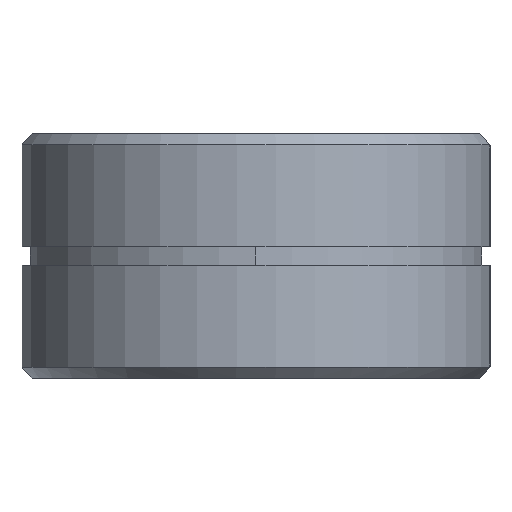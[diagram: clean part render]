
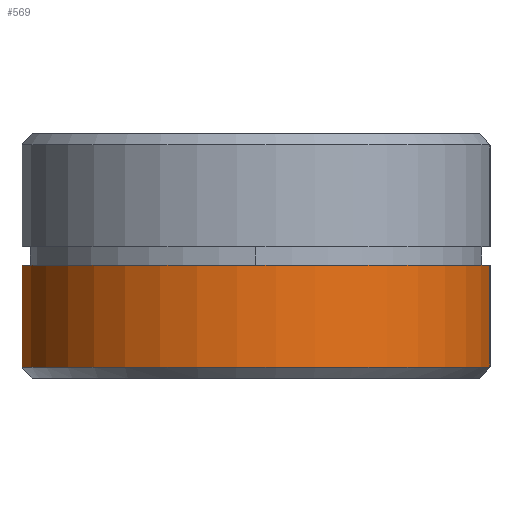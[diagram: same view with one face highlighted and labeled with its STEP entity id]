
A CAD part, front view. The second image highlights one B-rep face of the part: STEP entity #569.
In plain terms, the highlighted cylindrical face has radius 20.85 mm (diameter 41.7 mm), a partial arc.
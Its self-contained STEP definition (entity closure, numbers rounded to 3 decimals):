
#12 = DIRECTION ( 'NONE',  ( 0., 0., 1. ) ) ;
#99 = ORIENTED_EDGE ( 'NONE', *, *, #685, .T. ) ;
#187 = LINE ( 'NONE', #441, #241 ) ;
#226 = ORIENTED_EDGE ( 'NONE', *, *, #2772, .F. ) ;
#241 = VECTOR ( 'NONE', #3491, 1000. ) ;
#344 = AXIS2_PLACEMENT_3D ( 'NONE', #1426, #12, #2829 ) ;
#441 = CARTESIAN_POINT ( 'NONE',  ( -20.648, 2.894, 21.6 ) ) ;
#520 = CARTESIAN_POINT ( 'NONE',  ( 20.634, 2.994, 1. ) ) ;
#569 = ADVANCED_FACE ( 'NONE', ( #580 ), #1392, .T. ) ;
#580 = FACE_OUTER_BOUND ( 'NONE', #2428, .T. ) ;
#597 = CARTESIAN_POINT ( 'NONE',  ( 0., 0., 21.6 ) ) ;
#614 = EDGE_CURVE ( 'NONE', #2510, #2422, #3445, .T. ) ;
#643 = DIRECTION ( 'NONE',  ( 0., 0., -1. ) ) ;
#655 = CARTESIAN_POINT ( 'NONE',  ( 20.634, 2.994, 10. ) ) ;
#685 = EDGE_CURVE ( 'NONE', #2422, #761, #1515, .T. ) ;
#761 = VERTEX_POINT ( 'NONE', #762 ) ;
#762 = CARTESIAN_POINT ( 'NONE',  ( -20.648, 2.894, 1. ) ) ;
#820 = VECTOR ( 'NONE', #643, 1000. ) ;
#1000 = AXIS2_PLACEMENT_3D ( 'NONE', #597, #3095, #1692 ) ;
#1017 = CARTESIAN_POINT ( 'NONE',  ( -20.648, 2.894, 10. ) ) ;
#1212 = DIRECTION ( 'NONE',  ( 0., 0., 1. ) ) ;
#1253 = CARTESIAN_POINT ( 'NONE',  ( 0., 0., 1. ) ) ;
#1392 = CYLINDRICAL_SURFACE ( 'NONE', #1000, 20.85 ) ;
#1426 = CARTESIAN_POINT ( 'NONE',  ( 0., 0., 10. ) ) ;
#1515 = CIRCLE ( 'NONE', #1801, 20.85 ) ;
#1522 = ORIENTED_EDGE ( 'NONE', *, *, #614, .T. ) ;
#1692 = DIRECTION ( 'NONE',  ( -1., 0., 0. ) ) ;
#1801 = AXIS2_PLACEMENT_3D ( 'NONE', #1253, #1212, #2035 ) ;
#1882 = EDGE_CURVE ( 'NONE', #761, #3589, #187, .T. ) ;
#1906 = CIRCLE ( 'NONE', #344, 20.85 ) ;
#2035 = DIRECTION ( 'NONE',  ( 1., 0., 0. ) ) ;
#2331 = CARTESIAN_POINT ( 'NONE',  ( 20.634, 2.994, 21.6 ) ) ;
#2422 = VERTEX_POINT ( 'NONE', #520 ) ;
#2428 = EDGE_LOOP ( 'NONE', ( #226, #1522, #99, #2761 ) ) ;
#2510 = VERTEX_POINT ( 'NONE', #655 ) ;
#2761 = ORIENTED_EDGE ( 'NONE', *, *, #1882, .T. ) ;
#2772 = EDGE_CURVE ( 'NONE', #2510, #3589, #1906, .T. ) ;
#2829 = DIRECTION ( 'NONE',  ( 0., 1., 0. ) ) ;
#3095 = DIRECTION ( 'NONE',  ( 0., 0., -1. ) ) ;
#3445 = LINE ( 'NONE', #2331, #820 ) ;
#3491 = DIRECTION ( 'NONE',  ( 0., 0., 1. ) ) ;
#3589 = VERTEX_POINT ( 'NONE', #1017 ) ;
